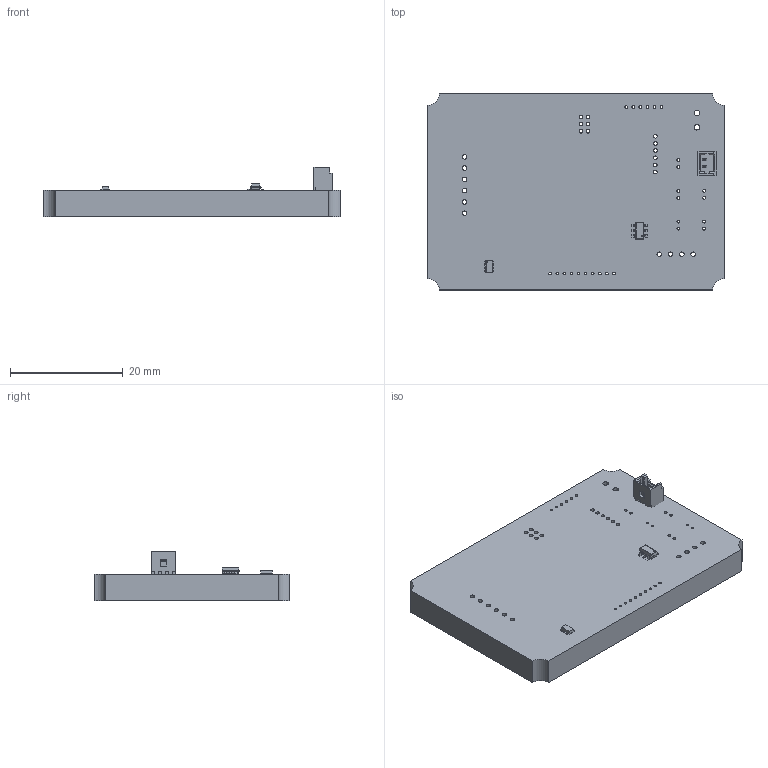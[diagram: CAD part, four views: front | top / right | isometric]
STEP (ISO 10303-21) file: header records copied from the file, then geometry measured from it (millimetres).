
FILE_DESCRIPTION(('KiCad electronic assembly'),'2;1');
FILE_NAME('WHEEL-07.step','2024-10-07T20:40:51',('Pcbnew'),('Kicad'), 'Open CASCADE STEP processor 7.6','KiCad to STEP converter','Unknown' );
FILE_SCHEMA(('AUTOMOTIVE_DESIGN { 1 0 10303 214 1 1 1 1 }'));
Length unit declared in the file: millimetre
Products named in the file (8): WHEEL-07 1; NL27WZ14DTT1G; COMPOUND; Molex_PicoBlade_53047-0210_1x02_P1.25mm_Vertical.wrl; MP2332HGTL-P; WHEEL-07 PCB
Assembly tree (7 placements, depth 3):
  WHEEL-07 1
    NL27WZ14DTT1G
      COMPOUND
    Molex_PicoBlade_53047-0210_1x02_P1.25mm_Vertical.wrl
      COMPOUND
    MP2332HGTL-P
      COMPOUND
    WHEEL-07 PCB
Bounding box: 52.5 x 34.7 x 8.71 mm (x, y, z)
Volume: 8445.4 mm3; surface area: 5019.9 mm2
Topology: 18 solids, 18 shells, 324 faces, 820 edges, 542 vertices
Faces by surface type: bspline 262, cylinder 56, plane 6
Full cylindrical faces by diameter (mm): 0.5 x28, 0.65 x12, 0.8 x10, 1 x2
Entity records: 19272 total; most frequent: CARTESIAN_POINT 7112, B_SPLINE_CURVE_WITH_KNOTS 1812, ORIENTED_EDGE 1632, PCURVE 1632, DEFINITIONAL_REPRESENTATION 1632, EDGE_CURVE 816, SURFACE_CURVE 762, DIRECTION 680
